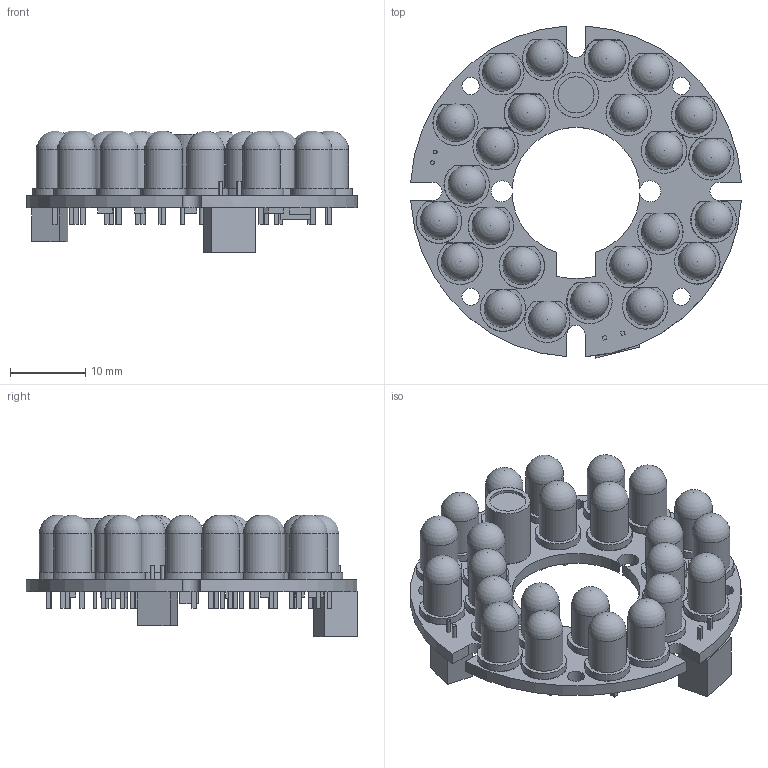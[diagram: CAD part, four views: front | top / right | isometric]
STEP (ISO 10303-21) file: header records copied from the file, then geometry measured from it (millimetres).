
FILE_DESCRIPTION(('FreeCAD Model'),'2;1');
FILE_NAME('Open CASCADE Shape Model','2024-08-20T19:07:03',(''),(''), 'Open CASCADE STEP processor 7.6','FreeCAD','Unknown');
FILE_SCHEMA(('AUTOMOTIVE_DESIGN { 1 0 10303 214 1 1 1 1 }'));
Length unit declared in the file: millimetre
Products named in the file (40): LED-Ring_44mm_IR; PCB; R0805_001; R0805_002; R0805_003; R0805_004; R0805_005; R0805_006; R1206; Q1; Q3; Q2; JST_12V; JST_IRC; LED_5mm_001; LED_5mm_002; LED_5mm_003; LED_5mm_004; LED_5mm_005; LED_5mm_006; LED_5mm_007; LED_5mm_008; LED_5mm_009; LED_5mm_010; LED_5mm_011; LED_5mm_012; LED_5mm_013; LED_5mm_014; LED_5mm_015; LED_5mm_016; LED_5mm_017; LED_5mm_018; LED_5mm_019; LED_5mm_020; LED_5mm_021; LED_5mm_022; LED_5mm_023; LED_5mm_024; LED_5mm_025; LDR_6mm
Assembly tree (39 placements, depth 2):
  LED-Ring_44mm_IR
    PCB
    R0805_001
    R0805_002
    R0805_003
    R0805_004
    R0805_005
    R0805_006
    R1206
    Q1
    Q3
    Q2
    JST_12V
    JST_IRC
    LED_5mm_001
    LED_5mm_002
    LED_5mm_003
    LED_5mm_004
    LED_5mm_005
    LED_5mm_006
    LED_5mm_007
    LED_5mm_008
    LED_5mm_009
    LED_5mm_010
    LED_5mm_011
    LED_5mm_012
    LED_5mm_013
    LED_5mm_014
    LED_5mm_015
    LED_5mm_016
    LED_5mm_017
    LED_5mm_018
    LED_5mm_019
    LED_5mm_020
    LED_5mm_021
    LED_5mm_022
    LED_5mm_023
    LED_5mm_024
    LED_5mm_025
    LDR_6mm
Bounding box: 43.93 x 44.1 x 16.2 mm (x, y, z)
Volume: 6387.9 mm3; surface area: 8512.9 mm2
Topology: 39 solids, 39 shells, 808 faces, 1786 edges, 1165 vertices
Faces by surface type: plane 657, cylinder 126, sphere 25
Full cylindrical faces by diameter (mm): 0.5 x6, 2.3 x4, 4.8 x1, 5 x25, 5.4 x1, 6 x2
Entity records: 23828 total; most frequent: CARTESIAN_POINT 3774, DIRECTION 3736, ORIENTED_EDGE 3522, EDGE_CURVE 1761, LINE 1482, VECTOR 1482, VERTEX_POINT 1165, AXIS2_PLACEMENT_3D 1127
